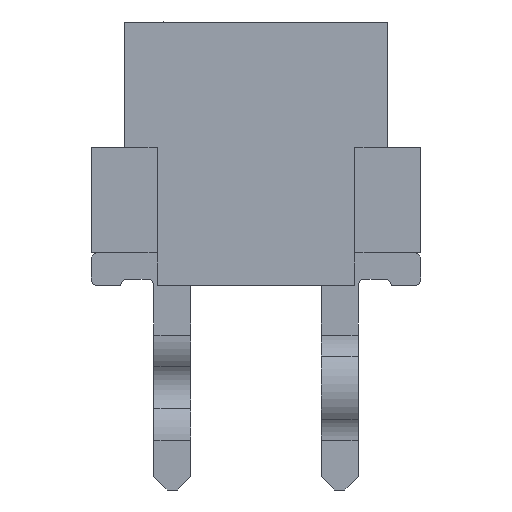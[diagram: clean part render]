
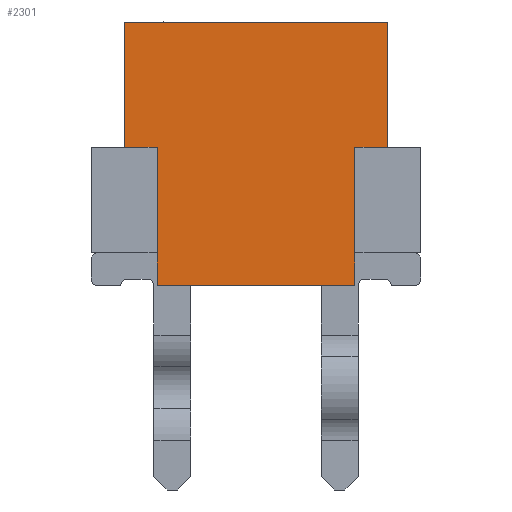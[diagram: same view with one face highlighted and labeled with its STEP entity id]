
A CAD part, left-side view. The second image highlights one B-rep face of the part: STEP entity #2301.
In plain terms, the highlighted planar face has unit normal (-1, 0, 0).
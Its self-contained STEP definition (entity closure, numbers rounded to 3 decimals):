
#2301 = ADVANCED_FACE( '', ( #4503 ), #4504, .F. );
#4503 = FACE_OUTER_BOUND( '', #6755, .T. );
#4504 = PLANE( '', #6756 );
#6755 = EDGE_LOOP( '', ( #13027, #13028, #13029, #13030, #13031, #13032, #13033, #13034, #13035, #13036 ) );
#6756 = AXIS2_PLACEMENT_3D( '', #13037, #13038, #13039 );
#13027 = ORIENTED_EDGE( '', *, *, #16891, .F. );
#13028 = ORIENTED_EDGE( '', *, *, #15390, .F. );
#13029 = ORIENTED_EDGE( '', *, *, #16286, .F. );
#13030 = ORIENTED_EDGE( '', *, *, #16899, .F. );
#13031 = ORIENTED_EDGE( '', *, *, #15993, .F. );
#13032 = ORIENTED_EDGE( '', *, *, #16554, .F. );
#13033 = ORIENTED_EDGE( '', *, *, #16690, .F. );
#13034 = ORIENTED_EDGE( '', *, *, #16900, .F. );
#13035 = ORIENTED_EDGE( '', *, *, #15522, .F. );
#13036 = ORIENTED_EDGE( '', *, *, #14531, .F. );
#13037 = CARTESIAN_POINT( '', ( -15.505, 0., 0. ) );
#13038 = DIRECTION( '', ( 1., 0., 0. ) );
#13039 = DIRECTION( '', ( 0., 0., -1. ) );
#14531 = EDGE_CURVE( '', #17302, #17662, #17667, .T. );
#15390 = EDGE_CURVE( '', #19089, #19091, #19092, .T. );
#15522 = EDGE_CURVE( '', #17662, #19298, #19304, .T. );
#15993 = EDGE_CURVE( '', #19989, #19990, #19991, .T. );
#16286 = EDGE_CURVE( '', #20387, #19089, #20388, .T. );
#16554 = EDGE_CURVE( '', #20728, #19989, #20730, .T. );
#16690 = EDGE_CURVE( '', #18996, #20728, #20891, .T. );
#16891 = EDGE_CURVE( '', #19091, #17302, #21116, .T. );
#16899 = EDGE_CURVE( '', #19990, #20387, #21124, .T. );
#16900 = EDGE_CURVE( '', #19298, #18996, #21125, .T. );
#17302 = VERTEX_POINT( '', #21662 );
#17662 = VERTEX_POINT( '', #22191 );
#17667 = LINE( '', #22199, #22200 );
#18996 = VERTEX_POINT( '', #24161 );
#19089 = VERTEX_POINT( '', #24301 );
#19091 = VERTEX_POINT( '', #24304 );
#19092 = LINE( '', #24305, #24306 );
#19298 = VERTEX_POINT( '', #24611 );
#19304 = LINE( '', #24621, #24622 );
#19989 = VERTEX_POINT( '', #25658 );
#19990 = VERTEX_POINT( '', #25659 );
#19991 = LINE( '', #25660, #25661 );
#20387 = VERTEX_POINT( '', #26260 );
#20388 = LINE( '', #26261, #26262 );
#20728 = VERTEX_POINT( '', #26779 );
#20730 = LINE( '', #26782, #26783 );
#20891 = LINE( '', #27025, #27026 );
#21116 = LINE( '', #27369, #27370 );
#21124 = LINE( '', #27381, #27382 );
#21125 = LINE( '', #27383, #27384 );
#21662 = CARTESIAN_POINT( '', ( -15.505, -1.5, -1.6 ) );
#22191 = CARTESIAN_POINT( '', ( -15.505, -1.5, -2.1 ) );
#22199 = CARTESIAN_POINT( '', ( -15.505, -1.5, 0. ) );
#22200 = VECTOR( '', #27888, 1000. );
#24161 = CARTESIAN_POINT( '', ( -15.505, 1.5, -1.6 ) );
#24301 = CARTESIAN_POINT( '', ( -15.505, -2., 0. ) );
#24304 = CARTESIAN_POINT( '', ( -15.505, -1.5, 0. ) );
#24305 = CARTESIAN_POINT( '', ( -15.505, -2., 0. ) );
#24306 = VECTOR( '', #28614, 1000. );
#24611 = CARTESIAN_POINT( '', ( -15.505, 1.5, -2.1 ) );
#24621 = CARTESIAN_POINT( '', ( -15.505, -1.5, -2.1 ) );
#24622 = VECTOR( '', #28724, 1000. );
#25658 = CARTESIAN_POINT( '', ( -15.505, 2., 0. ) );
#25659 = CARTESIAN_POINT( '', ( -15.505, 2., 1.9 ) );
#25660 = CARTESIAN_POINT( '', ( -15.505, 2., 0. ) );
#25661 = VECTOR( '', #29112, 1000. );
#26260 = CARTESIAN_POINT( '', ( -15.505, -2., 1.9 ) );
#26261 = CARTESIAN_POINT( '', ( -15.505, -2., 1.9 ) );
#26262 = VECTOR( '', #29325, 1000. );
#26779 = CARTESIAN_POINT( '', ( -15.505, 1.5, 0. ) );
#26782 = CARTESIAN_POINT( '', ( -15.505, 1.5, 0. ) );
#26783 = VECTOR( '', #29513, 1000. );
#27025 = CARTESIAN_POINT( '', ( -15.505, 1.5, -2.1 ) );
#27026 = VECTOR( '', #29601, 1000. );
#27369 = CARTESIAN_POINT( '', ( -15.505, -1.5, 0. ) );
#27370 = VECTOR( '', #29723, 1000. );
#27381 = CARTESIAN_POINT( '', ( -15.505, 2., 1.9 ) );
#27382 = VECTOR( '', #29727, 1000. );
#27383 = CARTESIAN_POINT( '', ( -15.505, 1.5, -2.1 ) );
#27384 = VECTOR( '', #29728, 1000. );
#27888 = DIRECTION( '', ( 0., 0., -1. ) );
#28614 = DIRECTION( '', ( 0., 1., 0. ) );
#28724 = DIRECTION( '', ( 0., 1., 0. ) );
#29112 = DIRECTION( '', ( 0., 0., 1. ) );
#29325 = DIRECTION( '', ( 0., 0., -1. ) );
#29513 = DIRECTION( '', ( 0., 1., 0. ) );
#29601 = DIRECTION( '', ( 0., 0., 1. ) );
#29723 = DIRECTION( '', ( 0., 0., -1. ) );
#29727 = DIRECTION( '', ( 0., -1., 0. ) );
#29728 = DIRECTION( '', ( 0., 0., 1. ) );
